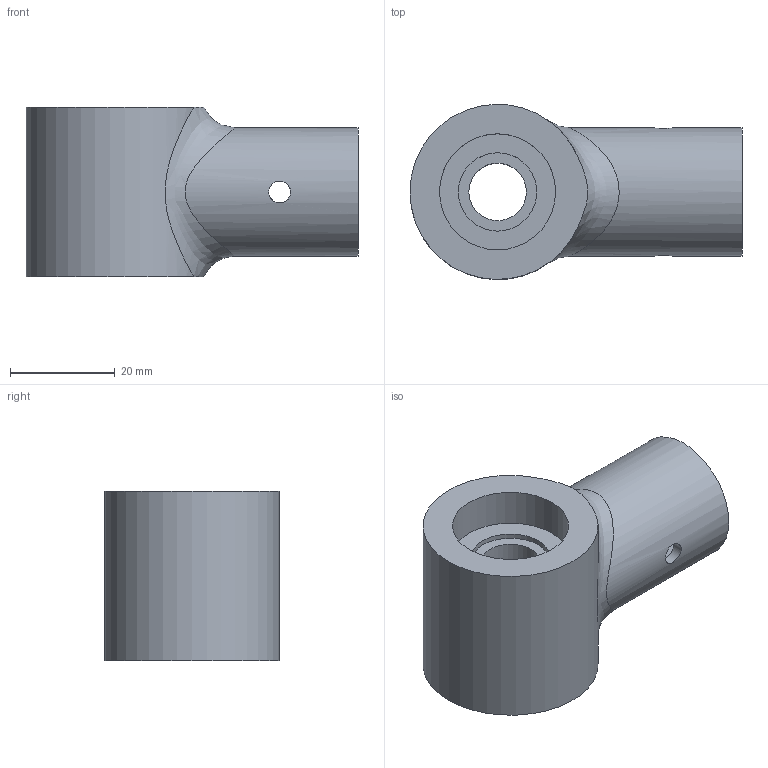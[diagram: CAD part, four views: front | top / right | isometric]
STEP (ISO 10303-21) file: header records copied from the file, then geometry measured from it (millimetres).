
FILE_DESCRIPTION(/* description */ (''),/* implementation_level */ '2;1');
FILE_NAME(/* name */ 'Back Articulation Int v8.stp',/* time_stamp */ '2020-12-05T18:06:27+01:00',/* author */ (''),/* organization */ (''),/* preprocessor_version */ 'ST-DEVELOPER v18.1',/* originating_system */ 'Autodesk Translation Framework v9.3.0.1241',/* authorisation */ '');
FILE_SCHEMA (('AUTOMOTIVE_DESIGN { 1 0 10303 214 3 1 1 }'));
Length unit declared in the file: millimetre
Products named in the file (1): Back Articulation Int
Bounding box: 63.5 x 33.47 x 32.5 mm (x, y, z)
Volume: 26295.6 mm3; surface area: 10992.6 mm2
Topology: 1 solids, 1 shells, 19 faces, 45 edges, 31 vertices
Faces by surface type: cylinder 10, plane 8, bspline 1
Full cylindrical faces by diameter (mm): 4.2 x2, 11 x1, 15 x2, 20.6 x1, 22.2 x2, 24.6 x1
Entity records: 990 total; most frequent: CARTESIAN_POINT 524, ORIENTED_EDGE 90, DIRECTION 79, EDGE_CURVE 45, AXIS2_PLACEMENT_3D 34, VERTEX_POINT 31, EDGE_LOOP 28, B_SPLINE_CURVE_WITH_KNOTS 19
